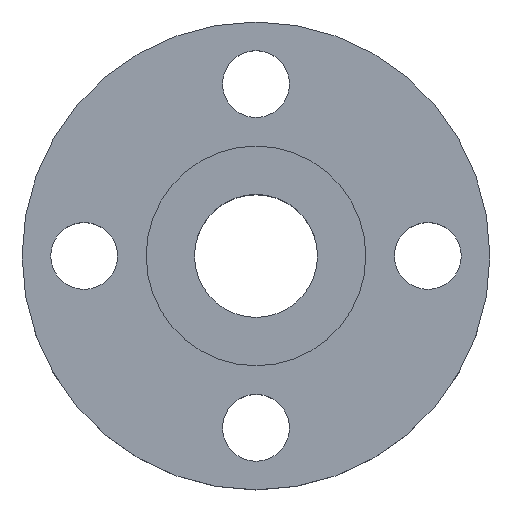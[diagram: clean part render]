
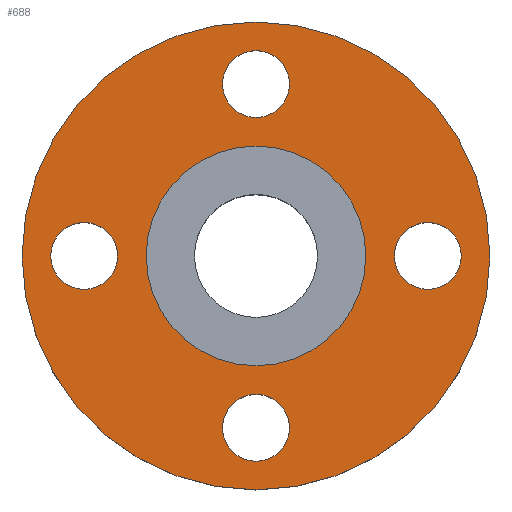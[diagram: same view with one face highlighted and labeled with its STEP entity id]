
A CAD part, top view. The second image highlights one B-rep face of the part: STEP entity #688.
In plain terms, the highlighted planar face has unit normal (0, 0, 1).
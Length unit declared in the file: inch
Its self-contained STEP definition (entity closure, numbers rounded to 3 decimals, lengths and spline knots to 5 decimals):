
#1 = EDGE_LOOP ( 'NONE', ( #58, #793 ) ) ;
#3 = CARTESIAN_POINT ( 'NONE',  ( 0., -2.25, -0.25 ) ) ;
#8 = CARTESIAN_POINT ( 'NONE',  ( 1.8125, 0., -0.25 ) ) ;
#21 = CARTESIAN_POINT ( 'NONE',  ( -1.8125, 0., -0.25 ) ) ;
#24 = CARTESIAN_POINT ( 'NONE',  ( 0., 0., -0.25 ) ) ;
#28 = CIRCLE ( 'NONE', #155, 3.0625 ) ;
#37 = CARTESIAN_POINT ( 'NONE',  ( 0., 2.25, -0.25 ) ) ;
#45 = DIRECTION ( 'NONE',  ( -1., 0., 0. ) ) ;
#50 = DIRECTION ( 'NONE',  ( 0., 0., 1. ) ) ;
#52 = ORIENTED_EDGE ( 'NONE', *, *, #474, .F. ) ;
#58 = ORIENTED_EDGE ( 'NONE', *, *, #327, .F. ) ;
#63 = AXIS2_PLACEMENT_3D ( 'NONE', #135, #72, #337 ) ;
#67 = DIRECTION ( 'NONE',  ( 1., 0., 0. ) ) ;
#68 = DIRECTION ( 'NONE',  ( -1., 0., 0. ) ) ;
#72 = DIRECTION ( 'NONE',  ( 0., 0., 1. ) ) ;
#75 = DIRECTION ( 'NONE',  ( 0., 0., -1. ) ) ;
#87 = PLANE ( 'NONE',  #724 ) ;
#94 = DIRECTION ( 'NONE',  ( 0., 0., 1. ) ) ;
#100 = VERTEX_POINT ( 'NONE', #8 ) ;
#102 = CARTESIAN_POINT ( 'NONE',  ( -1.4375, 0., -0.25 ) ) ;
#123 = AXIS2_PLACEMENT_3D ( 'NONE', #787, #597, #482 ) ;
#135 = CARTESIAN_POINT ( 'NONE',  ( 0., 2.25, -0.25 ) ) ;
#143 = VERTEX_POINT ( 'NONE', #662 ) ;
#152 = DIRECTION ( 'NONE',  ( 0., 0., 1. ) ) ;
#154 = EDGE_CURVE ( 'NONE', #741, #325, #541, .T. ) ;
#155 = AXIS2_PLACEMENT_3D ( 'NONE', #24, #487, #469 ) ;
#164 = CARTESIAN_POINT ( 'NONE',  ( -3.0625, 0., -0.25 ) ) ;
#168 = CIRCLE ( 'NONE', #446, 0.4375 ) ;
#169 = AXIS2_PLACEMENT_3D ( 'NONE', #271, #532, #475 ) ;
#173 = CARTESIAN_POINT ( 'NONE',  ( -0.4375, 2.25, -0.25 ) ) ;
#178 = EDGE_CURVE ( 'NONE', #387, #708, #740, .T. ) ;
#179 = AXIS2_PLACEMENT_3D ( 'NONE', #37, #617, #220 ) ;
#180 = DIRECTION ( 'NONE',  ( 1., 0., 0. ) ) ;
#189 = DIRECTION ( 'NONE',  ( 1., 0., 0. ) ) ;
#190 = EDGE_CURVE ( 'NONE', #100, #428, #301, .T. ) ;
#194 = CIRCLE ( 'NONE', #616, 1.4375 ) ;
#207 = DIRECTION ( 'NONE',  ( 0., 0., 1. ) ) ;
#217 = ORIENTED_EDGE ( 'NONE', *, *, #190, .F. ) ;
#218 = CARTESIAN_POINT ( 'NONE',  ( 3.0625, 0., -0.25 ) ) ;
#220 = DIRECTION ( 'NONE',  ( 0., -1., 0. ) ) ;
#223 = CARTESIAN_POINT ( 'NONE',  ( 0., 1.4375, -0.25 ) ) ;
#228 = CIRCLE ( 'NONE', #769, 0.4375 ) ;
#236 = EDGE_LOOP ( 'NONE', ( #416, #217 ) ) ;
#252 = ORIENTED_EDGE ( 'NONE', *, *, #459, .F. ) ;
#271 = CARTESIAN_POINT ( 'NONE',  ( 0., -2.25, -0.25 ) ) ;
#287 = FACE_BOUND ( 'NONE', #305, .T. ) ;
#290 = CIRCLE ( 'NONE', #835, 1.4375 ) ;
#301 = CIRCLE ( 'NONE', #520, 0.4375 ) ;
#305 = EDGE_LOOP ( 'NONE', ( #395, #252 ) ) ;
#316 = VERTEX_POINT ( 'NONE', #21 ) ;
#325 = VERTEX_POINT ( 'NONE', #164 ) ;
#327 = EDGE_CURVE ( 'NONE', #672, #850, #848, .T. ) ;
#329 = CIRCLE ( 'NONE', #169, 0.4375 ) ;
#337 = DIRECTION ( 'NONE',  ( 0., -1., 0. ) ) ;
#356 = VERTEX_POINT ( 'NONE', #102 ) ;
#357 = CARTESIAN_POINT ( 'NONE',  ( 0.4375, 2.25, -0.25 ) ) ;
#364 = CIRCLE ( 'NONE', #613, 0.4375 ) ;
#380 = DIRECTION ( 'NONE',  ( 1., 0., 0. ) ) ;
#384 = EDGE_LOOP ( 'NONE', ( #810, #52 ) ) ;
#387 = VERTEX_POINT ( 'NONE', #489 ) ;
#395 = ORIENTED_EDGE ( 'NONE', *, *, #431, .F. ) ;
#404 = DIRECTION ( 'NONE',  ( 0., 0., 1. ) ) ;
#414 = CARTESIAN_POINT ( 'NONE',  ( -2.6875, 0., -0.25 ) ) ;
#416 = ORIENTED_EDGE ( 'NONE', *, *, #807, .F. ) ;
#424 = DIRECTION ( 'NONE',  ( 0., 1., 0. ) ) ;
#428 = VERTEX_POINT ( 'NONE', #761 ) ;
#431 = EDGE_CURVE ( 'NONE', #316, #515, #168, .T. ) ;
#446 = AXIS2_PLACEMENT_3D ( 'NONE', #634, #50, #180 ) ;
#459 = EDGE_CURVE ( 'NONE', #515, #316, #364, .T. ) ;
#463 = ORIENTED_EDGE ( 'NONE', *, *, #154, .T. ) ;
#469 = DIRECTION ( 'NONE',  ( 1., 0., 0. ) ) ;
#474 = EDGE_CURVE ( 'NONE', #356, #143, #290, .T. ) ;
#475 = DIRECTION ( 'NONE',  ( 0., 1., 0. ) ) ;
#482 = DIRECTION ( 'NONE',  ( 1., 0., 0. ) ) ;
#487 = DIRECTION ( 'NONE',  ( 0., 0., 1. ) ) ;
#489 = CARTESIAN_POINT ( 'NONE',  ( -0.4375, -2.25, -0.25 ) ) ;
#509 = CARTESIAN_POINT ( 'NONE',  ( 2.25, 0., -0.25 ) ) ;
#513 = DIRECTION ( 'NONE',  ( 0., 0., 1. ) ) ;
#515 = VERTEX_POINT ( 'NONE', #414 ) ;
#520 = AXIS2_PLACEMENT_3D ( 'NONE', #678, #94, #45 ) ;
#532 = DIRECTION ( 'NONE',  ( 0., 0., 1. ) ) ;
#541 = CIRCLE ( 'NONE', #123, 3.0625 ) ;
#542 = EDGE_LOOP ( 'NONE', ( #463, #674 ) ) ;
#597 = DIRECTION ( 'NONE',  ( 0., 0., 1. ) ) ;
#606 = FACE_OUTER_BOUND ( 'NONE', #542, .T. ) ;
#613 = AXIS2_PLACEMENT_3D ( 'NONE', #843, #513, #189 ) ;
#616 = AXIS2_PLACEMENT_3D ( 'NONE', #643, #207, #380 ) ;
#617 = DIRECTION ( 'NONE',  ( 0., 0., 1. ) ) ;
#634 = CARTESIAN_POINT ( 'NONE',  ( -2.25, 0., -0.25 ) ) ;
#643 = CARTESIAN_POINT ( 'NONE',  ( 0., 0., -0.25 ) ) ;
#651 = EDGE_CURVE ( 'NONE', #143, #356, #194, .T. ) ;
#657 = EDGE_CURVE ( 'NONE', #850, #672, #673, .T. ) ;
#661 = FACE_BOUND ( 'NONE', #693, .T. ) ;
#662 = CARTESIAN_POINT ( 'NONE',  ( 1.4375, 0., -0.25 ) ) ;
#672 = VERTEX_POINT ( 'NONE', #357 ) ;
#673 = CIRCLE ( 'NONE', #63, 0.4375 ) ;
#674 = ORIENTED_EDGE ( 'NONE', *, *, #694, .T. ) ;
#678 = CARTESIAN_POINT ( 'NONE',  ( 2.25, 0., -0.25 ) ) ;
#681 = DIRECTION ( 'NONE',  ( 0., 0., 1. ) ) ;
#688 = ADVANCED_FACE ( 'NONE', ( #737, #805, #661, #287, #790, #606 ), #87, .F. ) ;
#693 = EDGE_LOOP ( 'NONE', ( #704, #778 ) ) ;
#694 = EDGE_CURVE ( 'NONE', #325, #741, #28, .T. ) ;
#704 = ORIENTED_EDGE ( 'NONE', *, *, #727, .F. ) ;
#708 = VERTEX_POINT ( 'NONE', #730 ) ;
#724 = AXIS2_PLACEMENT_3D ( 'NONE', #223, #75, #68 ) ;
#727 = EDGE_CURVE ( 'NONE', #708, #387, #329, .T. ) ;
#730 = CARTESIAN_POINT ( 'NONE',  ( 0.4375, -2.25, -0.25 ) ) ;
#737 = FACE_BOUND ( 'NONE', #1, .T. ) ;
#740 = CIRCLE ( 'NONE', #794, 0.4375 ) ;
#741 = VERTEX_POINT ( 'NONE', #218 ) ;
#761 = CARTESIAN_POINT ( 'NONE',  ( 2.6875, 0., -0.25 ) ) ;
#765 = DIRECTION ( 'NONE',  ( -1., 0., 0. ) ) ;
#769 = AXIS2_PLACEMENT_3D ( 'NONE', #509, #681, #765 ) ;
#776 = CARTESIAN_POINT ( 'NONE',  ( 0., 0., -0.25 ) ) ;
#778 = ORIENTED_EDGE ( 'NONE', *, *, #178, .F. ) ;
#787 = CARTESIAN_POINT ( 'NONE',  ( 0., 0., -0.25 ) ) ;
#790 = FACE_BOUND ( 'NONE', #384, .T. ) ;
#793 = ORIENTED_EDGE ( 'NONE', *, *, #657, .F. ) ;
#794 = AXIS2_PLACEMENT_3D ( 'NONE', #3, #152, #424 ) ;
#805 = FACE_BOUND ( 'NONE', #236, .T. ) ;
#807 = EDGE_CURVE ( 'NONE', #428, #100, #228, .T. ) ;
#810 = ORIENTED_EDGE ( 'NONE', *, *, #651, .F. ) ;
#835 = AXIS2_PLACEMENT_3D ( 'NONE', #776, #404, #67 ) ;
#843 = CARTESIAN_POINT ( 'NONE',  ( -2.25, 0., -0.25 ) ) ;
#848 = CIRCLE ( 'NONE', #179, 0.4375 ) ;
#850 = VERTEX_POINT ( 'NONE', #173 ) ;
